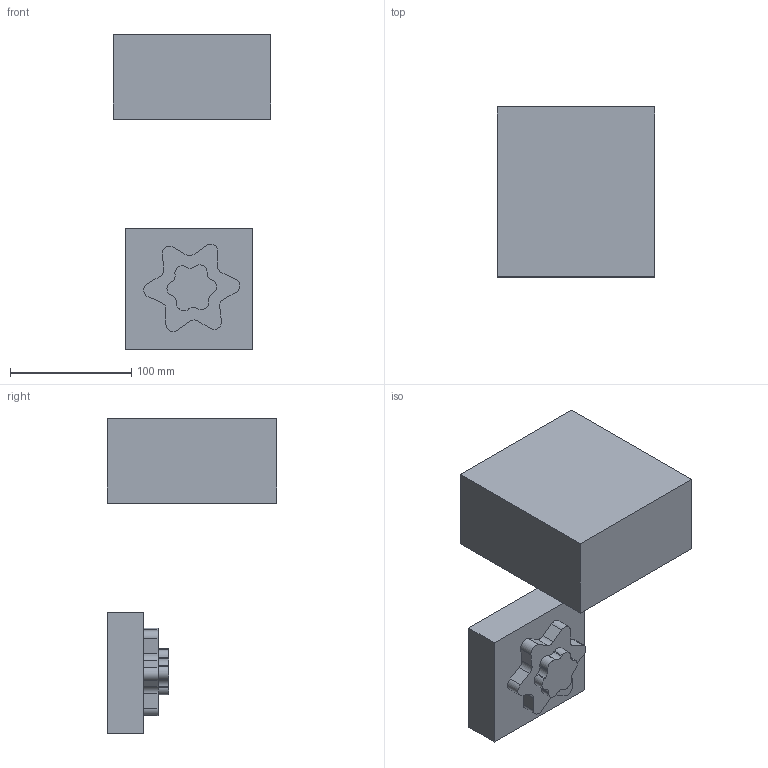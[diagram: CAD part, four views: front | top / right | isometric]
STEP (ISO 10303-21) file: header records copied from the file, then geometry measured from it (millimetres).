
FILE_DESCRIPTION(/* description */ (''),/* implementation_level */ '2;1');
FILE_NAME(/* name */ '4ee71abb-ee33-422b-afb8-f309a157db87.stp',/* time_stamp */ '2019-05-19T18:02:56+00:00',/* author */ (''),/* organization */ (''),/* preprocessor_version */ 'ST-DEVELOPER v18',/* originating_system */ 'Autodesk Translation Framework v8.2.0.1029',/* authorisation */ '');
FILE_SCHEMA (('AUTOMOTIVE_DESIGN { 1 0 10303 214 3 1 1 }'));
Length unit declared in the file: millimetre
Products named in the file (4): week10; Star; Outershell; Combined Form
Assembly tree (3 placements, depth 2):
  week10
    Star
    Outershell
    Combined Form
Bounding box: 130 x 140 x 260 mm (x, y, z)
Volume: 1270055.6 mm3; surface area: 132697.3 mm2
Topology: 2 solids, 2 shells, 117 faces, 324 edges, 216 vertices
Faces by surface type: plane 69, cylinder 48
Entity records: 3870 total; most frequent: DIRECTION 668, CARTESIAN_POINT 664, ORIENTED_EDGE 648, EDGE_CURVE 324, LINE 228, VECTOR 228, AXIS2_PLACEMENT_3D 220, VERTEX_POINT 216
